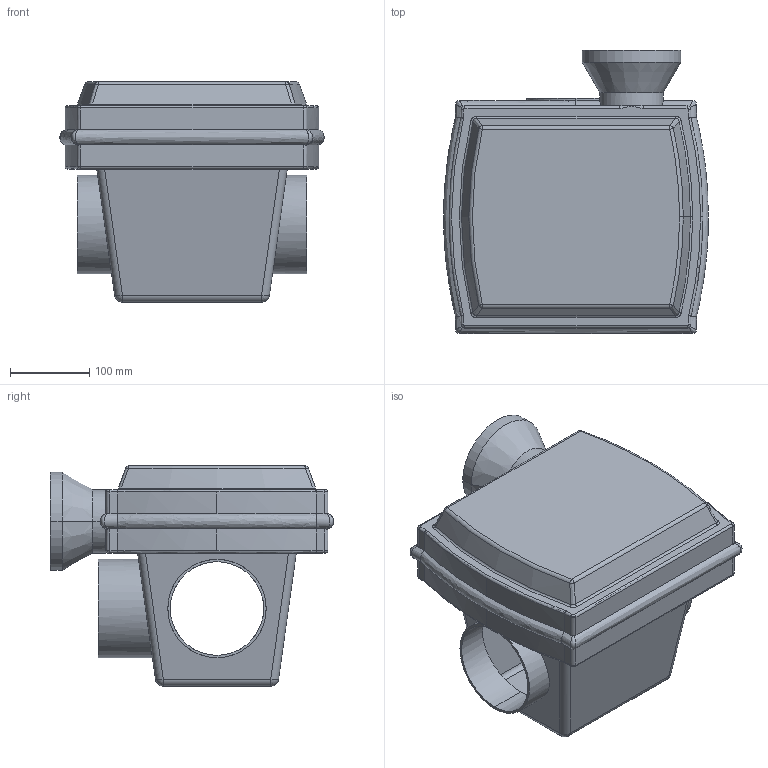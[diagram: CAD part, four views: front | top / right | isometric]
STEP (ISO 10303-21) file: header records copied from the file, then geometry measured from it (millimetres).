
FILE_DESCRIPTION (( 'STEP AP214' ), '1' );
FILE_NAME ('ZEG-2000.STEP', '2009-07-22T09:41:05', ( 'Wolfgang Schmidt' ), ( 'WS-KO' ), 'SwSTEP 2.0', 'SolidWorks 2008', '' );
FILE_SCHEMA (( 'AUTOMOTIVE_DESIGN' ));
Length unit declared in the file: millimetre
Products named in the file (1): ZEG-2000
Bounding box: 333.99 x 357 x 278 mm (x, y, z)
Volume: 1118800.6 mm3; surface area: 954773.5 mm2
Topology: 2 solids, 2 shells, 232 faces, 552 edges, 327 vertices
Faces by surface type: cylinder 92, plane 53, bspline 38, torus 23, sphere 16, cone 10
Entity records: 15849 total; most frequent: CARTESIAN_POINT 10898, ORIENTED_EDGE 1096, DIRECTION 944, EDGE_CURVE 548, AXIS2_PLACEMENT_3D 378, VERTEX_POINT 327, EDGE_LOOP 245, ADVANCED_FACE 232
